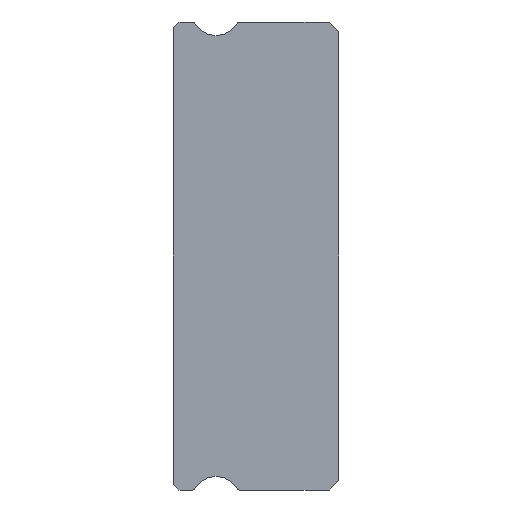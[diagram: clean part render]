
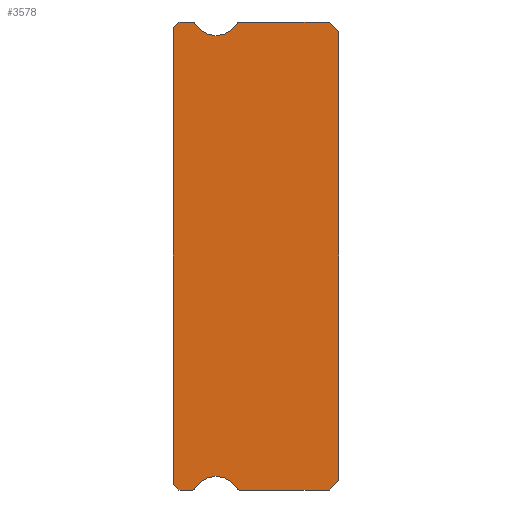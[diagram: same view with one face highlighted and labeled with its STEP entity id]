
A CAD part, left-side view. The second image highlights one B-rep face of the part: STEP entity #3578.
In plain terms, the highlighted planar face has unit normal (-1, 0, 0).
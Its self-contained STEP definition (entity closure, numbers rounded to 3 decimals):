
#33 = EDGE_CURVE ( 'NONE', #1892, #1968, #1577, .T. ) ;
#69 = AXIS2_PLACEMENT_3D ( 'NONE', #3055, #4833, #837 ) ;
#199 = CARTESIAN_POINT ( 'NONE',  ( -10., 7.512, -12. ) ) ;
#237 = VERTEX_POINT ( 'NONE', #3199 ) ;
#250 = VERTEX_POINT ( 'NONE', #4473 ) ;
#276 = VERTEX_POINT ( 'NONE', #2758 ) ;
#288 = EDGE_CURVE ( 'NONE', #4529, #250, #3890, .T. ) ;
#296 = DIRECTION ( 'NONE',  ( 0., 0., 1. ) ) ;
#318 = CARTESIAN_POINT ( 'NONE',  ( -10., 7.512, -12. ) ) ;
#341 = CARTESIAN_POINT ( 'NONE',  ( -10., 8.2, 12. ) ) ;
#364 = EDGE_CURVE ( 'NONE', #848, #754, #1941, .T. ) ;
#413 = VERTEX_POINT ( 'NONE', #2374 ) ;
#467 = DIRECTION ( 'NONE',  ( 1., 0., 0. ) ) ;
#577 = DIRECTION ( 'NONE',  ( 0., -0.707, -0.707 ) ) ;
#657 = DIRECTION ( 'NONE',  ( 0., 0., -1. ) ) ;
#701 = ORIENTED_EDGE ( 'NONE', *, *, #5067, .F. ) ;
#754 = VERTEX_POINT ( 'NONE', #1142 ) ;
#801 = DIRECTION ( 'NONE',  ( 0., 1., 0. ) ) ;
#803 = CIRCLE ( 'NONE', #69, 0.15 ) ;
#837 = DIRECTION ( 'NONE',  ( 0., 0., -1. ) ) ;
#838 = LINE ( 'NONE', #318, #5001 ) ;
#848 = VERTEX_POINT ( 'NONE', #3883 ) ;
#854 = VERTEX_POINT ( 'NONE', #3063 ) ;
#1028 = CARTESIAN_POINT ( 'NONE',  ( -10., 0., 11.5 ) ) ;
#1035 = DIRECTION ( 'NONE',  ( 1., 0., 0. ) ) ;
#1051 = AXIS2_PLACEMENT_3D ( 'NONE', #5561, #1560, #4246 ) ;
#1058 = DIRECTION ( 'NONE',  ( 0., 0., -1. ) ) ;
#1115 = DIRECTION ( 'NONE',  ( 1., 0., 0. ) ) ;
#1117 = EDGE_CURVE ( 'NONE', #1968, #3610, #4142, .T. ) ;
#1142 = CARTESIAN_POINT ( 'NONE',  ( -10., 7.512, -12. ) ) ;
#1187 = CARTESIAN_POINT ( 'NONE',  ( -10., 7.383, 11.925 ) ) ;
#1279 = ORIENTED_EDGE ( 'NONE', *, *, #2417, .T. ) ;
#1291 = AXIS2_PLACEMENT_3D ( 'NONE', #5433, #1035, #2318 ) ;
#1416 = EDGE_CURVE ( 'NONE', #3773, #276, #803, .T. ) ;
#1464 = CARTESIAN_POINT ( 'NONE',  ( -10., 0., 11.5 ) ) ;
#1546 = FACE_OUTER_BOUND ( 'NONE', #5157, .T. ) ;
#1560 = DIRECTION ( 'NONE',  ( -1., 0., 0. ) ) ;
#1567 = CARTESIAN_POINT ( 'NONE',  ( -10., 0., -11.5 ) ) ;
#1577 = LINE ( 'NONE', #4330, #3047 ) ;
#1593 = CARTESIAN_POINT ( 'NONE',  ( -10., 8.5, 11.7 ) ) ;
#1670 = DIRECTION ( 'NONE',  ( 0., 0., -1. ) ) ;
#1892 = VERTEX_POINT ( 'NONE', #5660 ) ;
#1906 = ORIENTED_EDGE ( 'NONE', *, *, #5519, .F. ) ;
#1941 = LINE ( 'NONE', #199, #5011 ) ;
#1955 = EDGE_CURVE ( 'NONE', #2605, #3773, #838, .T. ) ;
#1968 = VERTEX_POINT ( 'NONE', #5156 ) ;
#2046 = PLANE ( 'NONE',  #4212 ) ;
#2137 = CARTESIAN_POINT ( 'NONE',  ( -10., 7.512, 11.85 ) ) ;
#2156 = CARTESIAN_POINT ( 'NONE',  ( -10., 0.5, -12. ) ) ;
#2241 = CARTESIAN_POINT ( 'NONE',  ( -10., 7.512, 12. ) ) ;
#2248 = DIRECTION ( 'NONE',  ( 0., 0., -1. ) ) ;
#2316 = ORIENTED_EDGE ( 'NONE', *, *, #2890, .T. ) ;
#2318 = DIRECTION ( 'NONE',  ( 0., 0., -1. ) ) ;
#2374 = CARTESIAN_POINT ( 'NONE',  ( -10., 8.5, 11.7 ) ) ;
#2417 = EDGE_CURVE ( 'NONE', #4519, #3610, #5468, .T. ) ;
#2445 = CIRCLE ( 'NONE', #5708, 0.15 ) ;
#2495 = EDGE_CURVE ( 'NONE', #250, #854, #4994, .T. ) ;
#2526 = ORIENTED_EDGE ( 'NONE', *, *, #4592, .T. ) ;
#2585 = LINE ( 'NONE', #4800, #2622 ) ;
#2605 = VERTEX_POINT ( 'NONE', #2156 ) ;
#2622 = VECTOR ( 'NONE', #4850, 1000. ) ;
#2626 = CIRCLE ( 'NONE', #1051, 1.25 ) ;
#2707 = LINE ( 'NONE', #3179, #3747 ) ;
#2758 = CARTESIAN_POINT ( 'NONE',  ( -10., 5.217, -11.925 ) ) ;
#2816 = CARTESIAN_POINT ( 'NONE',  ( -10., 6.3, 12.55 ) ) ;
#2852 = VECTOR ( 'NONE', #4199, 1000. ) ;
#2890 = EDGE_CURVE ( 'NONE', #3762, #3207, #3019, .T. ) ;
#2944 = AXIS2_PLACEMENT_3D ( 'NONE', #5199, #3891, #1670 ) ;
#3001 = VECTOR ( 'NONE', #5536, 1000. ) ;
#3019 = LINE ( 'NONE', #341, #4840 ) ;
#3037 = EDGE_CURVE ( 'NONE', #854, #1892, #5683, .T. ) ;
#3040 = ORIENTED_EDGE ( 'NONE', *, *, #288, .F. ) ;
#3047 = VECTOR ( 'NONE', #4744, 1000. ) ;
#3055 = CARTESIAN_POINT ( 'NONE',  ( -10., 5.088, -11.85 ) ) ;
#3063 = CARTESIAN_POINT ( 'NONE',  ( -10., 5.217, 11.925 ) ) ;
#3066 = CARTESIAN_POINT ( 'NONE',  ( -10., 7.512, -11.85 ) ) ;
#3179 = CARTESIAN_POINT ( 'NONE',  ( -10., 8.2, -12. ) ) ;
#3199 = CARTESIAN_POINT ( 'NONE',  ( -10., 7.383, -11.925 ) ) ;
#3207 = VERTEX_POINT ( 'NONE', #5144 ) ;
#3256 = DIRECTION ( 'NONE',  ( 0., 0., 1. ) ) ;
#3344 = ORIENTED_EDGE ( 'NONE', *, *, #1955, .F. ) ;
#3413 = ORIENTED_EDGE ( 'NONE', *, *, #2495, .F. ) ;
#3418 = DIRECTION ( 'NONE',  ( 0., 0., -1. ) ) ;
#3489 = CIRCLE ( 'NONE', #5731, 0.15 ) ;
#3578 = ADVANCED_FACE ( 'NONE', ( #1546 ), #2046, .F. ) ;
#3610 = VERTEX_POINT ( 'NONE', #1028 ) ;
#3693 = ORIENTED_EDGE ( 'NONE', *, *, #33, .F. ) ;
#3700 = VERTEX_POINT ( 'NONE', #5191 ) ;
#3708 = CARTESIAN_POINT ( 'NONE',  ( -10., 0.5, 12. ) ) ;
#3741 = EDGE_CURVE ( 'NONE', #3700, #413, #4315, .T. ) ;
#3746 = VECTOR ( 'NONE', #296, 1000. ) ;
#3747 = VECTOR ( 'NONE', #577, 1000. ) ;
#3761 = ORIENTED_EDGE ( 'NONE', *, *, #4969, .F. ) ;
#3762 = VERTEX_POINT ( 'NONE', #2241 ) ;
#3773 = VERTEX_POINT ( 'NONE', #5361 ) ;
#3830 = DIRECTION ( 'NONE',  ( 1., 0., 0. ) ) ;
#3834 = ORIENTED_EDGE ( 'NONE', *, *, #3037, .F. ) ;
#3848 = DIRECTION ( 'NONE',  ( 0., 1., 0. ) ) ;
#3883 = CARTESIAN_POINT ( 'NONE',  ( -10., 8.2, -12. ) ) ;
#3890 = CIRCLE ( 'NONE', #4073, 1.25 ) ;
#3891 = DIRECTION ( 'NONE',  ( -1., 0., 0. ) ) ;
#3948 = EDGE_CURVE ( 'NONE', #237, #754, #2445, .T. ) ;
#3961 = ORIENTED_EDGE ( 'NONE', *, *, #1416, .F. ) ;
#3974 = ORIENTED_EDGE ( 'NONE', *, *, #1117, .F. ) ;
#4047 = VECTOR ( 'NONE', #3256, 1000. ) ;
#4073 = AXIS2_PLACEMENT_3D ( 'NONE', #2816, #4680, #657 ) ;
#4142 = LINE ( 'NONE', #3708, #2852 ) ;
#4153 = ORIENTED_EDGE ( 'NONE', *, *, #4391, .T. ) ;
#4199 = DIRECTION ( 'NONE',  ( 0., -0.707, -0.707 ) ) ;
#4212 = AXIS2_PLACEMENT_3D ( 'NONE', #5027, #1115, #1058 ) ;
#4246 = DIRECTION ( 'NONE',  ( 0., 0., -1. ) ) ;
#4289 = CARTESIAN_POINT ( 'NONE',  ( -10., 8.5, 11.85 ) ) ;
#4315 = LINE ( 'NONE', #4289, #3746 ) ;
#4330 = CARTESIAN_POINT ( 'NONE',  ( -10., 7.512, 12. ) ) ;
#4391 = EDGE_CURVE ( 'NONE', #3700, #848, #2707, .T. ) ;
#4473 = CARTESIAN_POINT ( 'NONE',  ( -10., 6.3, 11.3 ) ) ;
#4519 = VERTEX_POINT ( 'NONE', #1567 ) ;
#4529 = VERTEX_POINT ( 'NONE', #1187 ) ;
#4592 = EDGE_CURVE ( 'NONE', #3207, #413, #5594, .T. ) ;
#4680 = DIRECTION ( 'NONE',  ( -1., 0., 0. ) ) ;
#4744 = DIRECTION ( 'NONE',  ( 0., -1., 0. ) ) ;
#4800 = CARTESIAN_POINT ( 'NONE',  ( -10., 0., -11.5 ) ) ;
#4833 = DIRECTION ( 'NONE',  ( 1., 0., 0. ) ) ;
#4840 = VECTOR ( 'NONE', #801, 1000. ) ;
#4850 = DIRECTION ( 'NONE',  ( 0., 0.707, -0.707 ) ) ;
#4969 = EDGE_CURVE ( 'NONE', #276, #237, #2626, .T. ) ;
#4994 = CIRCLE ( 'NONE', #2944, 1.25 ) ;
#4995 = ORIENTED_EDGE ( 'NONE', *, *, #3948, .F. ) ;
#5001 = VECTOR ( 'NONE', #3848, 1000. ) ;
#5011 = VECTOR ( 'NONE', #5584, 1000. ) ;
#5027 = CARTESIAN_POINT ( 'NONE',  ( -10., 7.512, 11.85 ) ) ;
#5067 = EDGE_CURVE ( 'NONE', #4519, #2605, #2585, .T. ) ;
#5144 = CARTESIAN_POINT ( 'NONE',  ( -10., 8.2, 12. ) ) ;
#5156 = CARTESIAN_POINT ( 'NONE',  ( -10., 0.5, 12. ) ) ;
#5157 = EDGE_LOOP ( 'NONE', ( #5565, #4153, #5223, #4995, #3761, #3961, #3344, #701, #1279, #3974, #3693, #3834, #3413, #3040, #1906, #2316, #2526 ) ) ;
#5191 = CARTESIAN_POINT ( 'NONE',  ( -10., 8.5, -11.7 ) ) ;
#5199 = CARTESIAN_POINT ( 'NONE',  ( -10., 6.3, 12.55 ) ) ;
#5223 = ORIENTED_EDGE ( 'NONE', *, *, #364, .T. ) ;
#5361 = CARTESIAN_POINT ( 'NONE',  ( -10., 5.088, -12. ) ) ;
#5433 = CARTESIAN_POINT ( 'NONE',  ( -10., 5.088, 11.85 ) ) ;
#5468 = LINE ( 'NONE', #1464, #4047 ) ;
#5519 = EDGE_CURVE ( 'NONE', #3762, #4529, #3489, .T. ) ;
#5536 = DIRECTION ( 'NONE',  ( 0., 0.707, -0.707 ) ) ;
#5561 = CARTESIAN_POINT ( 'NONE',  ( -10., 6.3, -12.55 ) ) ;
#5565 = ORIENTED_EDGE ( 'NONE', *, *, #3741, .F. ) ;
#5584 = DIRECTION ( 'NONE',  ( 0., -1., 0. ) ) ;
#5594 = LINE ( 'NONE', #1593, #3001 ) ;
#5660 = CARTESIAN_POINT ( 'NONE',  ( -10., 5.088, 12. ) ) ;
#5683 = CIRCLE ( 'NONE', #1291, 0.15 ) ;
#5708 = AXIS2_PLACEMENT_3D ( 'NONE', #3066, #467, #2248 ) ;
#5731 = AXIS2_PLACEMENT_3D ( 'NONE', #2137, #3830, #3418 ) ;
